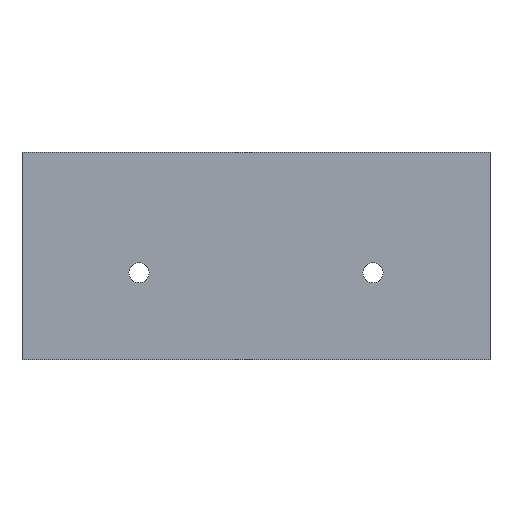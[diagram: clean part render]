
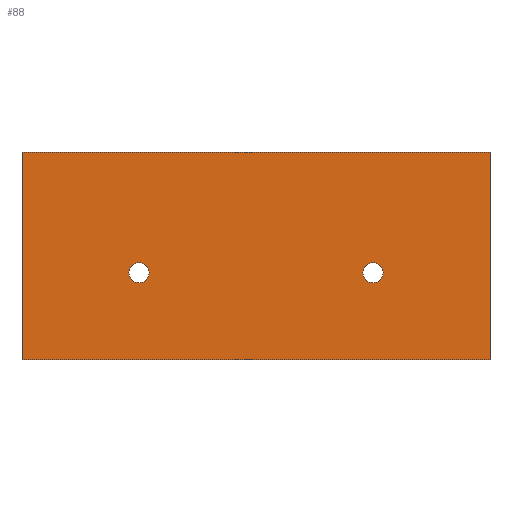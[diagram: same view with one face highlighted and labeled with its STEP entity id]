
A CAD part, front view. The second image highlights one B-rep face of the part: STEP entity #88.
In plain terms, the highlighted planar face has unit normal (0, -1, 0).
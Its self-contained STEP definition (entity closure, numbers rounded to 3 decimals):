
#27=CARTESIAN_POINT('',(1.,-74.082,58.878));
#28=DIRECTION('',(0.,-1.,0.));
#29=DIRECTION('',(0.,0.,-1.));
#30=AXIS2_PLACEMENT_3D('',#27,#28,#29);
#31=PLANE('',#30);
#32=CARTESIAN_POINT('',(53.5,-74.082,56.103));
#33=VERTEX_POINT('',#32);
#34=CARTESIAN_POINT('',(53.5,-74.082,57.603));
#35=DIRECTION('',(0.,-1.,0.));
#36=DIRECTION('',(0.,0.,-1.));
#37=AXIS2_PLACEMENT_3D('',#34,#35,#36);
#38=CIRCLE('',#37,1.5);
#39=EDGE_CURVE('',#33,#33,#38,.T.);
#40=ORIENTED_EDGE('',*,*,#39,.F.);
#41=EDGE_LOOP('',(#40));
#42=FACE_BOUND('',#41,.T.);
#43=CARTESIAN_POINT('',(18.5,-74.082,56.103));
#44=VERTEX_POINT('',#43);
#45=CARTESIAN_POINT('',(18.5,-74.082,57.603));
#46=DIRECTION('',(0.,-1.,0.));
#47=DIRECTION('',(0.,0.,-1.));
#48=AXIS2_PLACEMENT_3D('',#45,#46,#47);
#49=CIRCLE('',#48,1.5);
#50=EDGE_CURVE('',#44,#44,#49,.T.);
#51=ORIENTED_EDGE('',*,*,#50,.F.);
#52=EDGE_LOOP('',(#51));
#53=FACE_BOUND('',#52,.T.);
#54=CARTESIAN_POINT('',(71.,-74.082,75.606));
#55=VERTEX_POINT('',#54);
#56=CARTESIAN_POINT('',(71.,-74.082,44.606));
#57=VERTEX_POINT('',#56);
#58=CARTESIAN_POINT('',(71.,-74.082,75.606));
#59=DIRECTION('',(0.,0.,-1.));
#60=VECTOR('',#59,31.);
#61=LINE('',#58,#60);
#62=EDGE_CURVE('',#55,#57,#61,.T.);
#63=ORIENTED_EDGE('',*,*,#62,.F.);
#64=CARTESIAN_POINT('',(1.,-74.082,75.606));
#65=VERTEX_POINT('',#64);
#66=CARTESIAN_POINT('',(1.,-74.082,75.606));
#67=DIRECTION('',(1.,0.,-0.));
#68=VECTOR('',#67,70.);
#69=LINE('',#66,#68);
#70=EDGE_CURVE('',#65,#55,#69,.T.);
#71=ORIENTED_EDGE('',*,*,#70,.F.);
#72=CARTESIAN_POINT('',(1.,-74.082,44.606));
#73=VERTEX_POINT('',#72);
#74=CARTESIAN_POINT('',(1.,-74.082,75.606));
#75=DIRECTION('',(0.,0.,-1.));
#76=VECTOR('',#75,31.);
#77=LINE('',#74,#76);
#78=EDGE_CURVE('',#65,#73,#77,.T.);
#79=ORIENTED_EDGE('',*,*,#78,.T.);
#80=CARTESIAN_POINT('',(1.,-74.082,44.606));
#81=DIRECTION('',(1.,0.,-0.));
#82=VECTOR('',#81,70.);
#83=LINE('',#80,#82);
#84=EDGE_CURVE('',#73,#57,#83,.T.);
#85=ORIENTED_EDGE('',*,*,#84,.T.);
#86=EDGE_LOOP('',(#63,#71,#79,#85));
#87=FACE_BOUND('',#86,.T.);
#88=ADVANCED_FACE('',(#42,#53,#87),#31,.T.);
